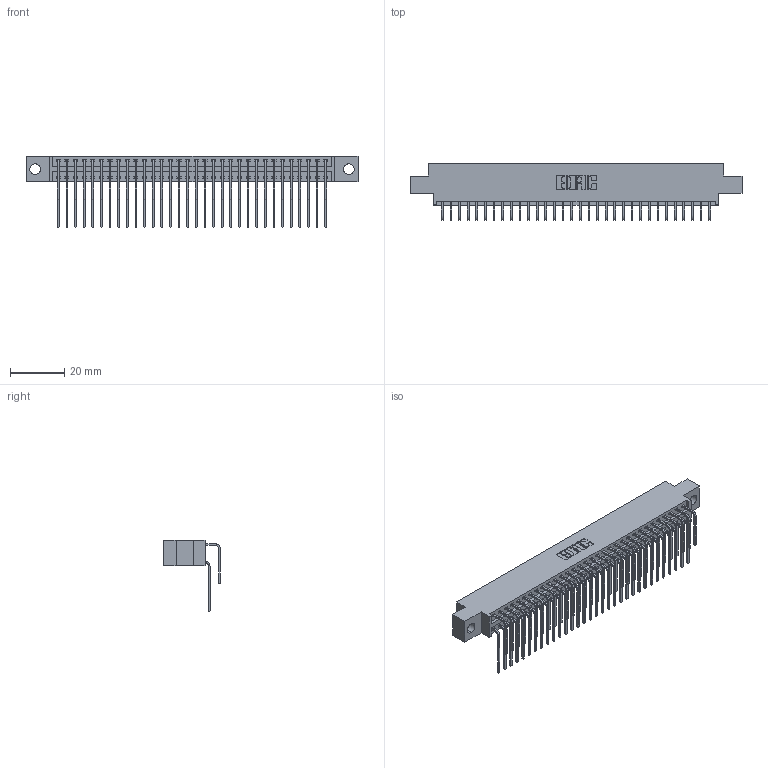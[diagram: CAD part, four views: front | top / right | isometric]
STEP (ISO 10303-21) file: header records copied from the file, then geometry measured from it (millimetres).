
FILE_DESCRIPTION (( 'STEP AP203' ), '1' );
FILE_NAME ('396-064-559-804.STEP', '2019-11-03T10:26:54', ( '' ), ( '' ), 'SwSTEP 2.0', 'SolidWorks 2016', '' );
FILE_SCHEMA (( 'CONFIG_CONTROL_DESIGN' ));
Length unit declared in the file: inch
Products named in the file (4): 345-292-001_558 559 Tail - 1; 346 Part_0.170 Offset - 0.156 Dia-TH; 345-292-001_559 Tail - 2; 396-064-559-804
Assembly tree (65 placements, depth 2):
  396-064-559-804
    346 Part_0.170 Offset - 0.156 Dia-TH
    345-292-001_558 559 Tail - 1  x32
    345-292-001_559 Tail - 2  x32
Bounding box: 122.17 x 20.89 x 26.16 mm (x, y, z)
Volume: 11962.5 mm3; surface area: 18050.3 mm2
Topology: 65 solids, 65 shells, 3582 faces, 10645 edges, 7010 vertices
Faces by surface type: plane 2448, cylinder 1134
Entity records: 24149 total; most frequent: CARTESIAN_POINT 4047, ORIENTED_EDGE 3930, DIRECTION 3589, EDGE_CURVE 1965, LINE 1665, VECTOR 1665, VERTEX_POINT 1306, AXIS2_PLACEMENT_3D 962
